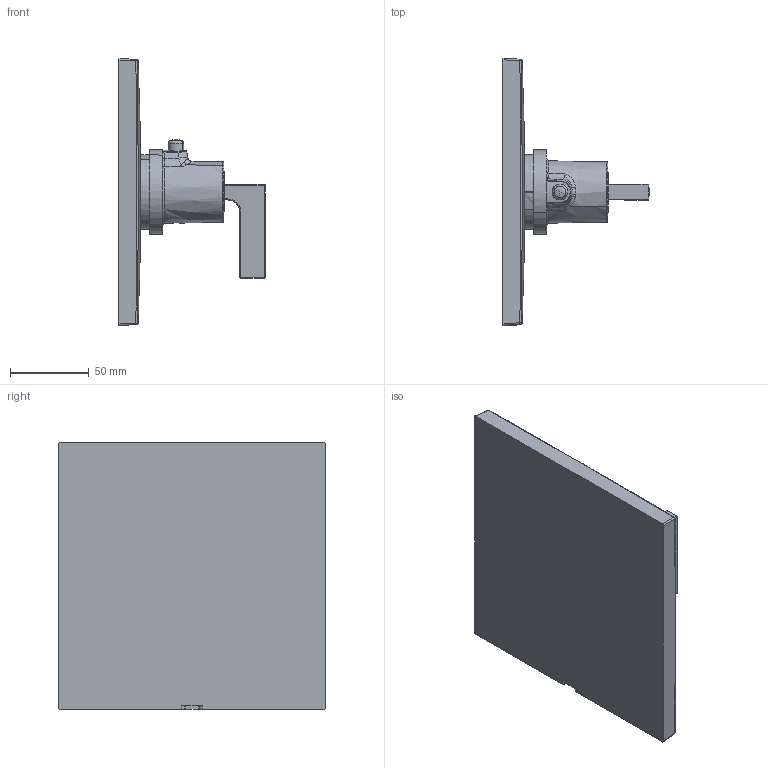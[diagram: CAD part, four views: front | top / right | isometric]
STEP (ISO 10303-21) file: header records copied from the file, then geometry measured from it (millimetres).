
FILE_DESCRIPTION(('CAx-IF Rec.Pracs.---Model Styling and Organization---1.2---2011-12-15','CAx-IF Rec.Pracs.---Geometric and Assembly Validation Properties---4.1---2014-06-16','CAx-IF Rec.Pracs.---PMI Polyline Presentation---2.0---2013-05-24'),'2;1');
FILE_NAME('1000128128_PPR_000.stp','2018-07-13T09:24:28+02:00',(''),(''),'STEP Interface 4.1 by CT CoreTechnologie','3D_Evolution4.1 by CT CoreTechnologie','');
FILE_SCHEMA(('AP203_CONFIGURATION_CONTROLLED_3D_DESIGN_OF_MECHANICAL_PARTS_AND_ASSEMBLIES_MIM_LF'));
Length unit declared in the file: millimetre
Products named in the file (8): P_2 AX Citterio F-Set UP-Th.HighFlow Heb 1000128128_PPR_000_A0; P_2 Rosette AXOR Citterio DUP 1000085014_PPA_000_A0; P_2 Hebelgriff Therm. AX Citterio 1000085000_PPR_000_A0; P_2 Griff Thermostat AX Citterio chrom 1000085005_PPA_000_A0; P_2 Hebelgriff f.Thermostat_4W (ZnGD)Cit 1000085006_PPA_000_A0; P_2 Druckknopf 1000084539_PPA_000_A0; Gewindestift EN24766-5x10-A1-mit Streife 1000032820_PPA_000_A0; P_2 Anschlaghuelse_UPT-FS_T42 (22,5mm) 1000126014_PPA_000_A0
Assembly tree (7 placements, depth 3):
  P_2 AX Citterio F-Set UP-Th.HighFlow Heb 1000128128_PPR_000_A0
    P_2 Rosette AXOR Citterio DUP 1000085014_PPA_000_A0
    P_2 Hebelgriff Therm. AX Citterio 1000085000_PPR_000_A0
      P_2 Griff Thermostat AX Citterio chrom 1000085005_PPA_000_A0
      P_2 Hebelgriff f.Thermostat_4W (ZnGD)Cit 1000085006_PPA_000_A0
      P_2 Druckknopf 1000084539_PPA_000_A0
      Gewindestift EN24766-5x10-A1-mit Streife 1000032820_PPA_000_A0
    P_2 Anschlaghuelse_UPT-FS_T42 (22,5mm) 1000126014_PPA_000_A0
Bounding box: 92.99 x 170 x 170 mm (x, y, z)
Volume: 487411.6 mm3; surface area: 87969.6 mm2
Topology: 6 solids, 6 shells, 168 faces, 387 edges, 222 vertices
Faces by surface type: bspline 88, plane 43, cylinder 37
Entity records: 12961 total; most frequent: CARTESIAN_POINT 7047, ORIENTED_EDGE 744, DIRECTION 688, EDGE_CURVE 372, AXIS2_PLACEMENT_3D 276, VERTEX_POINT 222, CIRCLE 188, EDGE_LOOP 174
